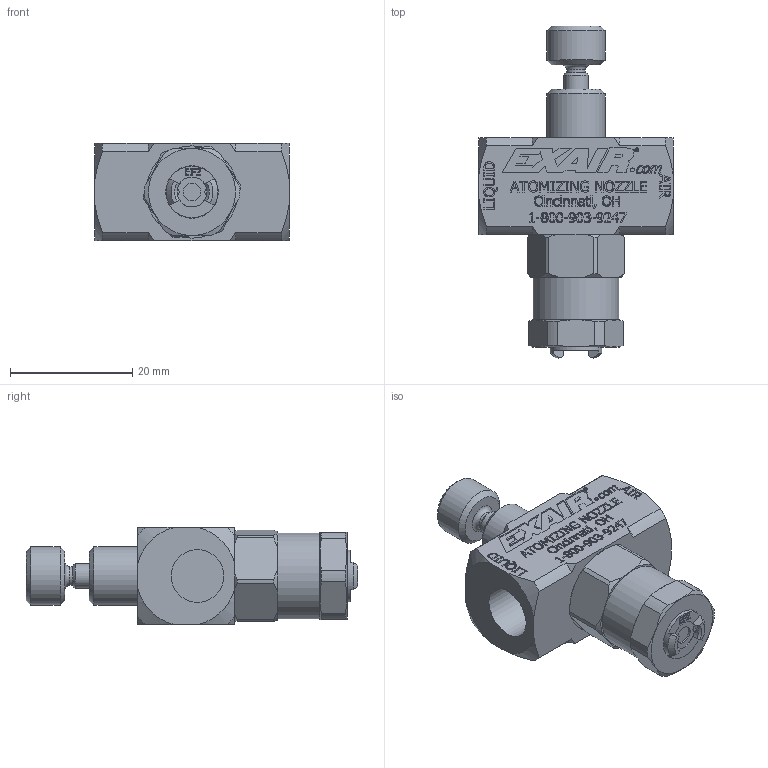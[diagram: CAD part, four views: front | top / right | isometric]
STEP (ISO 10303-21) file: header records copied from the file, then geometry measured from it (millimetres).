
FILE_DESCRIPTION(/* description */ (''),/* implementation_level */ '2;1');
FILE_NAME(/* name */ 'EF8040SS.stp',/* time_stamp */ '2017-03-27T16:43:58-04:00',/* author */ ('Adam Laub'),/* organization */ (''),/* preprocessor_version */ 'ST-DEVELOPER v16.5',/* originating_system */ 'Autodesk Inventor 2017',/* authorisation */ '');
FILE_SCHEMA (('AUTOMOTIVE_DESIGN { 1 0 10303 214 3 1 1 }'));
Length unit declared in the file: inch
Products named in the file (7): EF8040SS; 901802-DIM; 901805; 901804-DIM; 901762-DIM; 901764-DIM; 901761-EF2-DIM
Assembly tree (6 placements, depth 2):
  EF8040SS
    901802-DIM
    901805
    901804-DIM
    901762-DIM
    901764-DIM
    901761-EF2-DIM
Bounding box: 31.75 x 54.25 x 15.88 mm (x, y, z)
Volume: 12580.4 mm3; surface area: 6639.3 mm2
Topology: 6 solids, 8 shells, 1427 faces, 3817 edges, 2543 vertices
Faces by surface type: plane 874, bspline 452, cylinder 57, cone 43, torus 1
Full cylindrical faces by diameter (mm): 1.575 x2, 1.981 x1, 2.921 x1, 3.048 x1, 3.175 x1, 3.607 x1, 4.006 x1, 4.877 x1, 5.842 x2, 6.159 x1, 6.35 x1, 8.467 x1, 8.585 x1, 8.611 x2, 9.525 x2, 9.563 x1, 9.703 x2, 9.922 x1, 11.125 x1, 12.7 x1, 13.168 x1, 14.072 x1, 15.088 x1
Entity records: 46397 total; most frequent: CARTESIAN_POINT 13918, ORIENTED_EDGE 7526, DIRECTION 4923, EDGE_CURVE 3763, LINE 2635, VECTOR 2635, VERTEX_POINT 2529, EDGE_LOOP 1604
